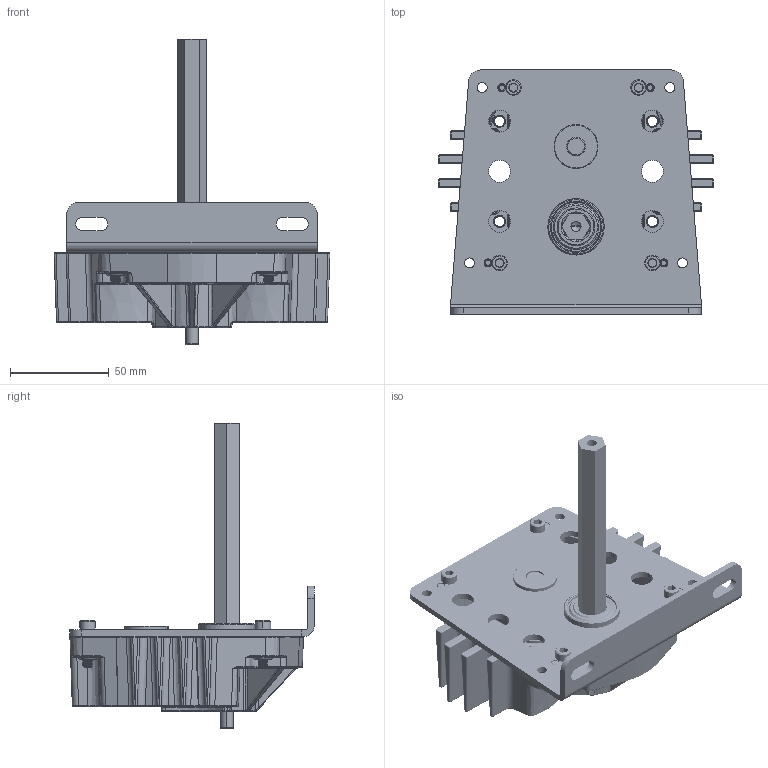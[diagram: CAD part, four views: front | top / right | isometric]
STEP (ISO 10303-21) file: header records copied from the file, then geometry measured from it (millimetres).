
FILE_DESCRIPTION (( 'STEP AP214' ), '1' );
FILE_NAME ('ToughBox Mini S Long Shaft Angled Plate.STEP', '2023-01-04T19:38:57', ( '' ), ( '' ), 'SwSTEP 2.0', 'SolidWorks 2022', '' );
FILE_SCHEMA (( 'AUTOMOTIVE_DESIGN' ));
Length unit declared in the file: inch
Products named in the file (15): am-4731 ToughBox E Long Hex Output Shaft; am-1042 10-32 Nylock Nut_90631A411; am-0206 1-2 in Shaft External Klipring_97431A340; ToughBox Mini S Long Shaft Angled Plate; am-1047 10-32 x 0750 SHCS_90128A945; am-2986 FR8ZZ Hex Bearing; 250x1000_dowel; ToughBox Mini S Configurable Shafts_Long Shaft; am-0152 ToughBox Small Cluster Shaft; ToughBox Mini Housing; am-0516 3-8 in ID 7-8 in OD Shielded Ball Bearing R6ZZ_60355K45; am-0647 ToughboxMini Shaft Plate; am-4731 ToughBox E Long Hex Output_Pin; am-0028 3-8 ID Flanged Bearing; ToughBox Mini S Configurable Base
Assembly tree (21 placements, depth 4):
  ToughBox Mini S Long Shaft Angled Plate
    ToughBox Mini S Configurable Shafts_Long Shaft
      ToughBox Mini S Configurable Base
        ToughBox Mini Housing
        am-1042 10-32 Nylock Nut_90631A411  x4
        am-1047 10-32 x 0750 SHCS_90128A945  x4
        am-0152 ToughBox Small Cluster Shaft
        am-0516 3-8 in ID 7-8 in OD Shielded Ball Bearing R6ZZ_60355K45  x2
        am-0028 3-8 ID Flanged Bearing
        am-2986 FR8ZZ Hex Bearing
      am-0206 1-2 in Shaft External Klipring_97431A340
      am-4731 ToughBox E Long Hex Output_Pin
        am-4731 ToughBox E Long Hex Output Shaft
        250x1000_dowel
    am-0647 ToughboxMini Shaft Plate
Bounding box: 139.88 x 123.83 x 154.93 mm (x, y, z)
Volume: 171435 mm3; surface area: 116141.4 mm2
Topology: 48 solids, 48 shells, 2514 faces, 6043 edges, 3588 vertices
Faces by surface type: cylinder 1068, bspline 673, cone 347, plane 338, torus 48, sphere 40
Entity records: 73290 total; most frequent: CARTESIAN_POINT 35869, ORIENTED_EDGE 8338, DIRECTION 6697, EDGE_CURVE 4169, AXIS2_PLACEMENT_3D 2679, VERTEX_POINT 2447, EDGE_LOOP 1918, FACE_OUTER_BOUND 1801
